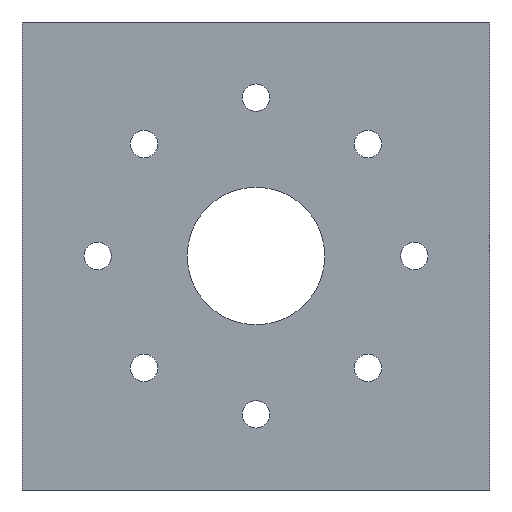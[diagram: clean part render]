
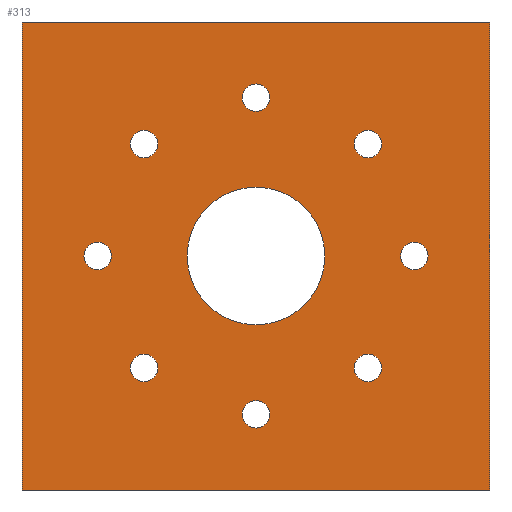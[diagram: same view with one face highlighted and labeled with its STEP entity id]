
A CAD part, front view. The second image highlights one B-rep face of the part: STEP entity #313.
In plain terms, the highlighted planar face has unit normal (0, -1, 0).
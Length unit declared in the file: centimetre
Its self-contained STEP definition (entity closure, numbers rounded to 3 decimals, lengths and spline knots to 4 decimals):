
#24=FACE_BOUND('',#78,.T.);
#25=FACE_BOUND('',#79,.T.);
#26=FACE_BOUND('',#80,.T.);
#27=FACE_BOUND('',#81,.T.);
#28=FACE_BOUND('',#82,.T.);
#29=FACE_BOUND('',#83,.T.);
#30=FACE_BOUND('',#84,.T.);
#31=FACE_BOUND('',#85,.T.);
#32=FACE_BOUND('',#86,.T.);
#38=PLANE('',#360);
#53=FACE_OUTER_BOUND('',#77,.T.);
#77=EDGE_LOOP('',(#277,#278,#279,#280));
#78=EDGE_LOOP('',(#281));
#79=EDGE_LOOP('',(#282));
#80=EDGE_LOOP('',(#283));
#81=EDGE_LOOP('',(#284));
#82=EDGE_LOOP('',(#285));
#83=EDGE_LOOP('',(#286));
#84=EDGE_LOOP('',(#287));
#85=EDGE_LOOP('',(#288));
#86=EDGE_LOOP('',(#289));
#96=LINE('',#508,#117);
#100=LINE('',#516,#121);
#103=LINE('',#522,#124);
#106=LINE('',#527,#127);
#117=VECTOR('',#428,1.);
#121=VECTOR('',#434,1.);
#124=VECTOR('',#439,1.);
#127=VECTOR('',#444,1.);
#130=CIRCLE('',#330,0.1);
#132=CIRCLE('',#333,0.1);
#134=CIRCLE('',#336,0.1);
#136=CIRCLE('',#339,0.5);
#138=CIRCLE('',#342,0.1);
#140=CIRCLE('',#345,0.1);
#142=CIRCLE('',#348,0.1);
#144=CIRCLE('',#351,0.1);
#146=CIRCLE('',#354,0.1);
#148=VERTEX_POINT('',#454);
#150=VERTEX_POINT('',#460);
#152=VERTEX_POINT('',#466);
#154=VERTEX_POINT('',#472);
#156=VERTEX_POINT('',#478);
#158=VERTEX_POINT('',#484);
#160=VERTEX_POINT('',#490);
#162=VERTEX_POINT('',#496);
#164=VERTEX_POINT('',#502);
#165=VERTEX_POINT('',#506);
#166=VERTEX_POINT('',#507);
#169=VERTEX_POINT('',#515);
#171=VERTEX_POINT('',#521);
#175=EDGE_CURVE('',#148,#148,#130,.T.);
#178=EDGE_CURVE('',#150,#150,#132,.T.);
#181=EDGE_CURVE('',#152,#152,#134,.T.);
#184=EDGE_CURVE('',#154,#154,#136,.T.);
#187=EDGE_CURVE('',#156,#156,#138,.T.);
#190=EDGE_CURVE('',#158,#158,#140,.T.);
#193=EDGE_CURVE('',#160,#160,#142,.T.);
#196=EDGE_CURVE('',#162,#162,#144,.T.);
#199=EDGE_CURVE('',#164,#164,#146,.T.);
#200=EDGE_CURVE('',#165,#166,#96,.T.);
#204=EDGE_CURVE('',#169,#165,#100,.T.);
#207=EDGE_CURVE('',#171,#169,#103,.T.);
#210=EDGE_CURVE('',#166,#171,#106,.T.);
#277=ORIENTED_EDGE('',*,*,#210,.T.);
#278=ORIENTED_EDGE('',*,*,#207,.T.);
#279=ORIENTED_EDGE('',*,*,#204,.T.);
#280=ORIENTED_EDGE('',*,*,#200,.T.);
#281=ORIENTED_EDGE('',*,*,#199,.T.);
#282=ORIENTED_EDGE('',*,*,#196,.T.);
#283=ORIENTED_EDGE('',*,*,#193,.T.);
#284=ORIENTED_EDGE('',*,*,#190,.T.);
#285=ORIENTED_EDGE('',*,*,#187,.T.);
#286=ORIENTED_EDGE('',*,*,#184,.T.);
#287=ORIENTED_EDGE('',*,*,#181,.T.);
#288=ORIENTED_EDGE('',*,*,#178,.T.);
#289=ORIENTED_EDGE('',*,*,#175,.T.);
#313=ADVANCED_FACE('',(#53,#24,#25,#26,#27,#28,#29,#30,#31,#32),#38,.T.);
#330=AXIS2_PLACEMENT_3D('',#456,#368,#369);
#333=AXIS2_PLACEMENT_3D('',#462,#375,#376);
#336=AXIS2_PLACEMENT_3D('',#468,#382,#383);
#339=AXIS2_PLACEMENT_3D('',#474,#389,#390);
#342=AXIS2_PLACEMENT_3D('',#480,#396,#397);
#345=AXIS2_PLACEMENT_3D('',#486,#403,#404);
#348=AXIS2_PLACEMENT_3D('',#492,#410,#411);
#351=AXIS2_PLACEMENT_3D('',#498,#417,#418);
#354=AXIS2_PLACEMENT_3D('',#504,#424,#425);
#360=AXIS2_PLACEMENT_3D('',#530,#448,#449);
#368=DIRECTION('center_axis',(0.,1.,0.));
#369=DIRECTION('ref_axis',(-1.,0.,0.));
#375=DIRECTION('center_axis',(0.,1.,0.));
#376=DIRECTION('ref_axis',(-1.,0.,0.));
#382=DIRECTION('center_axis',(0.,1.,0.));
#383=DIRECTION('ref_axis',(-1.,0.,0.));
#389=DIRECTION('center_axis',(0.,1.,0.));
#390=DIRECTION('ref_axis',(-1.,0.,0.));
#396=DIRECTION('center_axis',(0.,1.,0.));
#397=DIRECTION('ref_axis',(-1.,0.,0.));
#403=DIRECTION('center_axis',(0.,1.,0.));
#404=DIRECTION('ref_axis',(-1.,0.,0.));
#410=DIRECTION('center_axis',(0.,1.,0.));
#411=DIRECTION('ref_axis',(-1.,0.,0.));
#417=DIRECTION('center_axis',(0.,1.,0.));
#418=DIRECTION('ref_axis',(-1.,0.,0.));
#424=DIRECTION('center_axis',(0.,1.,0.));
#425=DIRECTION('ref_axis',(-1.,0.,0.));
#428=DIRECTION('',(1.,0.,0.));
#434=DIRECTION('',(0.,0.,-1.));
#439=DIRECTION('',(-1.,0.,0.));
#444=DIRECTION('',(0.,0.,1.));
#448=DIRECTION('center_axis',(0.,-1.,0.));
#449=DIRECTION('ref_axis',(-1.,0.,0.));
#454=CARTESIAN_POINT('',(-38.7868,48.9489,4.2385));
#456=CARTESIAN_POINT('Origin',(-38.8868,48.9489,4.2385));
#460=CARTESIAN_POINT('',(-38.45,48.9489,5.0517));
#462=CARTESIAN_POINT('Origin',(-38.55,48.9489,5.0517));
#466=CARTESIAN_POINT('',(-39.6,48.9489,6.2017));
#468=CARTESIAN_POINT('Origin',(-39.7,48.9489,6.2017));
#472=CARTESIAN_POINT('',(-39.2,48.9489,5.0517));
#474=CARTESIAN_POINT('Origin',(-39.7,48.9489,5.0517));
#478=CARTESIAN_POINT('',(-40.4132,48.9489,4.2385));
#480=CARTESIAN_POINT('Origin',(-40.5132,48.9489,4.2385));
#484=CARTESIAN_POINT('',(-38.7868,48.9489,5.8649));
#486=CARTESIAN_POINT('Origin',(-38.8868,48.9489,5.8649));
#490=CARTESIAN_POINT('',(-39.6,48.9489,3.9017));
#492=CARTESIAN_POINT('Origin',(-39.7,48.9489,3.9017));
#496=CARTESIAN_POINT('',(-40.75,48.9489,5.0517));
#498=CARTESIAN_POINT('Origin',(-40.85,48.9489,5.0517));
#502=CARTESIAN_POINT('',(-40.4132,48.9489,5.8649));
#504=CARTESIAN_POINT('Origin',(-40.5132,48.9489,5.8649));
#506=CARTESIAN_POINT('',(-41.4,48.9489,3.3517));
#507=CARTESIAN_POINT('',(-38.,48.9489,3.3517));
#508=CARTESIAN_POINT('',(-41.4,48.9489,3.3517));
#515=CARTESIAN_POINT('',(-41.4,48.9489,6.7517));
#516=CARTESIAN_POINT('',(-41.4,48.9489,6.7517));
#521=CARTESIAN_POINT('',(-38.,48.9489,6.7517));
#522=CARTESIAN_POINT('',(-38.,48.9489,6.7517));
#527=CARTESIAN_POINT('',(-38.,48.9489,3.3517));
#530=CARTESIAN_POINT('Origin',(-39.7,48.9489,5.0517));
